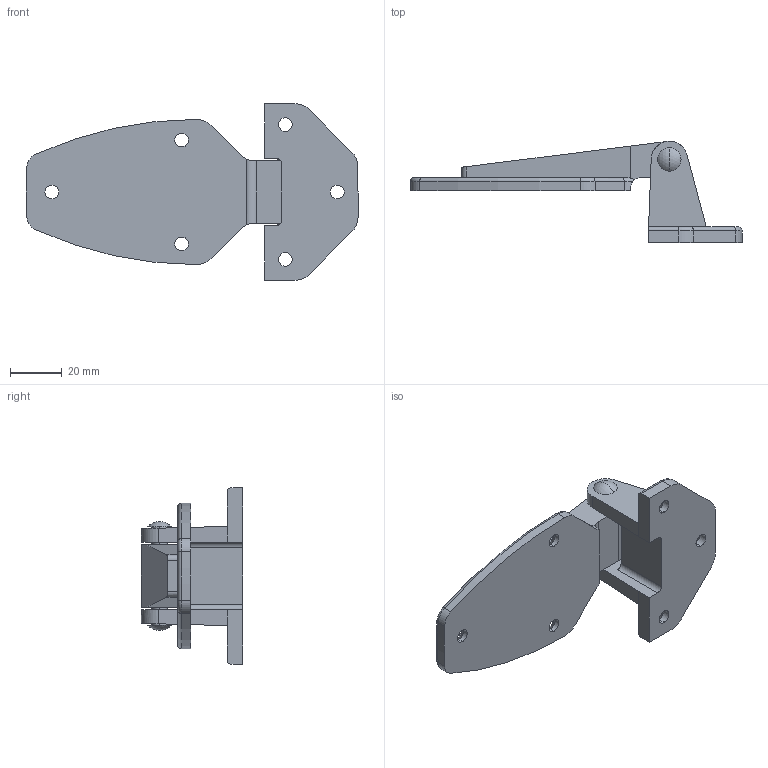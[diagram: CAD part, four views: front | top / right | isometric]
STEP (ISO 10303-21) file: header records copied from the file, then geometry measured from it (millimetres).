
FILE_DESCRIPTION (( 'STEP AP203' ), '1' );
FILE_NAME ('FB-1756-2.STEP', '2013-03-28T06:46:15', ( '11sw' ), ( 'タキゲン製造株式会社' ), 'SwSTEP 2.0', 'SolidWorks 2012', '' );
FILE_SCHEMA (( 'CONFIG_CONTROL_DESIGN' ));
Length unit declared in the file: millimetre
Products named in the file (4): FB-1756-2; FB-1756シャフト_; FB-1756ヒンジ_; FB-1756僸儞僕庴__FB-1756-2
Assembly tree (3 placements, depth 2):
  FB-1756-2
    FB-1756僸儞僕庴__FB-1756-2
    FB-1756ヒンジ_
    FB-1756シャフト_
Bounding box: 127.97 x 39 x 68 mm (x, y, z)
Volume: 54079.7 mm3; surface area: 21472.4 mm2
Topology: 3 solids, 3 shells, 128 faces, 317 edges, 197 vertices
Faces by surface type: cylinder 64, plane 34, torus 14, cone 12, sphere 4
Entity records: 4284 total; most frequent: DIRECTION 718, CARTESIAN_POINT 716, ORIENTED_EDGE 634, EDGE_CURVE 317, AXIS2_PLACEMENT_3D 283, VERTEX_POINT 197, LINE 152, VECTOR 152
